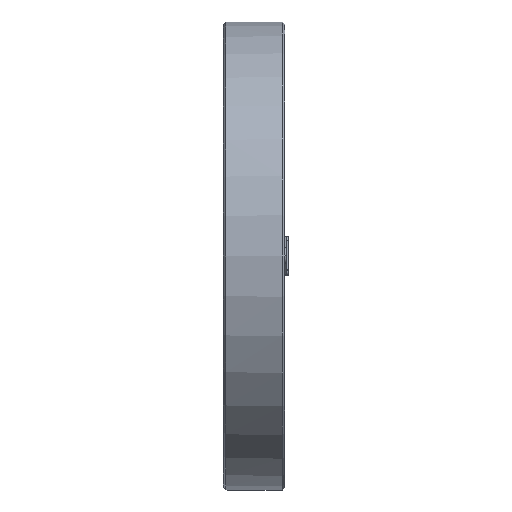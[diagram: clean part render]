
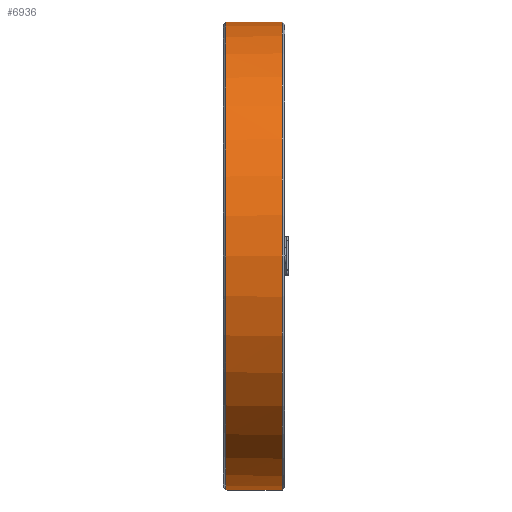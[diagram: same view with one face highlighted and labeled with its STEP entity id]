
A CAD part, left-side view. The second image highlights one B-rep face of the part: STEP entity #6936.
In plain terms, the highlighted cylindrical face has radius 75.819 mm (diameter 151.638 mm), a partial arc.
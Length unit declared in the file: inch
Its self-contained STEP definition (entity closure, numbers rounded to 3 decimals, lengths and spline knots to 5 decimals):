
#884 = CARTESIAN_POINT ( 'NONE',  ( 0., 0., -2.985 ) ) ;
#889 = DIRECTION ( 'NONE',  ( 0., -1., 0. ) ) ;
#891 = CARTESIAN_POINT ( 'NONE',  ( 0., 0., 2.985 ) ) ;
#892 = DIRECTION ( 'NONE',  ( 0., -1., 0. ) ) ;
#1381 = LINE ( 'NONE', #884, #1386 ) ;
#1386 = VECTOR ( 'NONE', #892, 39.37008 ) ;
#1387 = LINE ( 'NONE', #891, #1389 ) ;
#1389 = VECTOR ( 'NONE', #889, 39.37008 ) ;
#3898 = ORIENTED_EDGE ( 'NONE', *, *, #9211, .F. ) ;
#3899 = ORIENTED_EDGE ( 'NONE', *, *, #6438, .F. ) ;
#3900 = ORIENTED_EDGE ( 'NONE', *, *, #6435, .T. ) ;
#3901 = ORIENTED_EDGE ( 'NONE', *, *, #6436, .T. ) ;
#3902 = ORIENTED_EDGE ( 'NONE', *, *, #6433, .T. ) ;
#3903 = ORIENTED_EDGE ( 'NONE', *, *, #6434, .F. ) ;
#3904 = ORIENTED_EDGE ( 'NONE', *, *, #9209, .T. ) ;
#3905 = ORIENTED_EDGE ( 'NONE', *, *, #6431, .T. ) ;
#5418 = VERTEX_POINT ( 'NONE', #11201 ) ;
#5420 = VERTEX_POINT ( 'NONE', #11203 ) ;
#5457 = VERTEX_POINT ( 'NONE', #11240 ) ;
#5466 = VERTEX_POINT ( 'NONE', #11249 ) ;
#6431 = EDGE_CURVE ( 'NONE', #5418, #5420, #12574, .T. ) ;
#6433 = EDGE_CURVE ( 'NONE', #8230, #8198, #12578, .T. ) ;
#6434 = EDGE_CURVE ( 'NONE', #5457, #8198, #12579, .T. ) ;
#6435 = EDGE_CURVE ( 'NONE', #8233, #8222, #12581, .T. ) ;
#6436 = EDGE_CURVE ( 'NONE', #8222, #8230, #12582, .T. ) ;
#6438 = EDGE_CURVE ( 'NONE', #8233, #5466, #12585, .T. ) ;
#6936 = ADVANCED_FACE ( 'NONE', ( #12966 ), #12978, .T. ) ;
#7896 = EDGE_LOOP ( 'NONE', ( #3898, #3899, #3900, #3901, #3902, #3903, #3904, #3905 ) ) ;
#8198 = VERTEX_POINT ( 'NONE', #17919 ) ;
#8222 = VERTEX_POINT ( 'NONE', #17943 ) ;
#8230 = VERTEX_POINT ( 'NONE', #17951 ) ;
#8233 = VERTEX_POINT ( 'NONE', #17954 ) ;
#9209 = EDGE_CURVE ( 'NONE', #5457, #5418, #1381, .T. ) ;
#9211 = EDGE_CURVE ( 'NONE', #5466, #5420, #1387, .T. ) ;
#11201 = CARTESIAN_POINT ( 'NONE',  ( 0., 0.03, -2.985 ) ) ;
#11203 = CARTESIAN_POINT ( 'NONE',  ( 0., 0.03, 2.985 ) ) ;
#11240 = CARTESIAN_POINT ( 'NONE',  ( 0., 0.73, -2.985 ) ) ;
#11249 = CARTESIAN_POINT ( 'NONE',  ( 0., 0.73, 2.985 ) ) ;
#11786 = AXIS2_PLACEMENT_3D ( 'NONE', #13753, #13754, #13755 ) ;
#11788 = AXIS2_PLACEMENT_3D ( 'NONE', #13761, #13762, #13763 ) ;
#11789 = AXIS2_PLACEMENT_3D ( 'NONE', #13764, #13765, #13766 ) ;
#11791 = AXIS2_PLACEMENT_3D ( 'NONE', #13773, #13774, #13775 ) ;
#12006 = AXIS2_PLACEMENT_3D ( 'NONE', #14527, #14525, #14520 ) ;
#12574 = CIRCLE ( 'NONE', #11786, 2.985 ) ;
#12578 = LINE ( 'NONE', #13745, #12580 ) ;
#12579 = CIRCLE ( 'NONE', #11788, 2.985 ) ;
#12580 = VECTOR ( 'NONE', #13752, 39.37008 ) ;
#12581 = LINE ( 'NONE', #13756, #12583 ) ;
#12582 = CIRCLE ( 'NONE', #11789, 2.985 ) ;
#12583 = VECTOR ( 'NONE', #13757, 39.37008 ) ;
#12585 = CIRCLE ( 'NONE', #11791, 2.985 ) ;
#12966 = FACE_OUTER_BOUND ( 'NONE', #7896, .T. ) ;
#12978 = CYLINDRICAL_SURFACE ( 'NONE', #12006, 2.985 ) ;
#13745 = CARTESIAN_POINT ( 'NONE',  ( -0.035, 0., -2.98479 ) ) ;
#13752 = DIRECTION ( 'NONE',  ( 0., -1., 0. ) ) ;
#13753 = CARTESIAN_POINT ( 'NONE',  ( 0., 0.03, 0. ) ) ;
#13754 = DIRECTION ( 'NONE',  ( 0., 1., 0. ) ) ;
#13755 = DIRECTION ( 'NONE',  ( 0., 0., 1. ) ) ;
#13756 = CARTESIAN_POINT ( 'NONE',  ( -0.035, 0., 2.98479 ) ) ;
#13757 = DIRECTION ( 'NONE',  ( 0., 1., 0. ) ) ;
#13761 = CARTESIAN_POINT ( 'NONE',  ( 0., 0.73, 0. ) ) ;
#13762 = DIRECTION ( 'NONE',  ( 0., 1., 0. ) ) ;
#13763 = DIRECTION ( 'NONE',  ( 0., 0., 1. ) ) ;
#13764 = CARTESIAN_POINT ( 'NONE',  ( 0., 0.75, 0. ) ) ;
#13765 = DIRECTION ( 'NONE',  ( 0., -1., 0. ) ) ;
#13766 = DIRECTION ( 'NONE',  ( 0., 0., -1. ) ) ;
#13773 = CARTESIAN_POINT ( 'NONE',  ( 0., 0.73, 0. ) ) ;
#13774 = DIRECTION ( 'NONE',  ( 0., 1., 0. ) ) ;
#13775 = DIRECTION ( 'NONE',  ( 0., 0., 1. ) ) ;
#14520 = DIRECTION ( 'NONE',  ( 0., 0., -1. ) ) ;
#14525 = DIRECTION ( 'NONE',  ( 0., -1., 0. ) ) ;
#14527 = CARTESIAN_POINT ( 'NONE',  ( 0., 0., 0. ) ) ;
#17919 = CARTESIAN_POINT ( 'NONE',  ( -0.035, 0.73, -2.98479 ) ) ;
#17943 = CARTESIAN_POINT ( 'NONE',  ( -0.035, 0.75, 2.98479 ) ) ;
#17951 = CARTESIAN_POINT ( 'NONE',  ( -0.035, 0.75, -2.98479 ) ) ;
#17954 = CARTESIAN_POINT ( 'NONE',  ( -0.035, 0.73, 2.98479 ) ) ;
